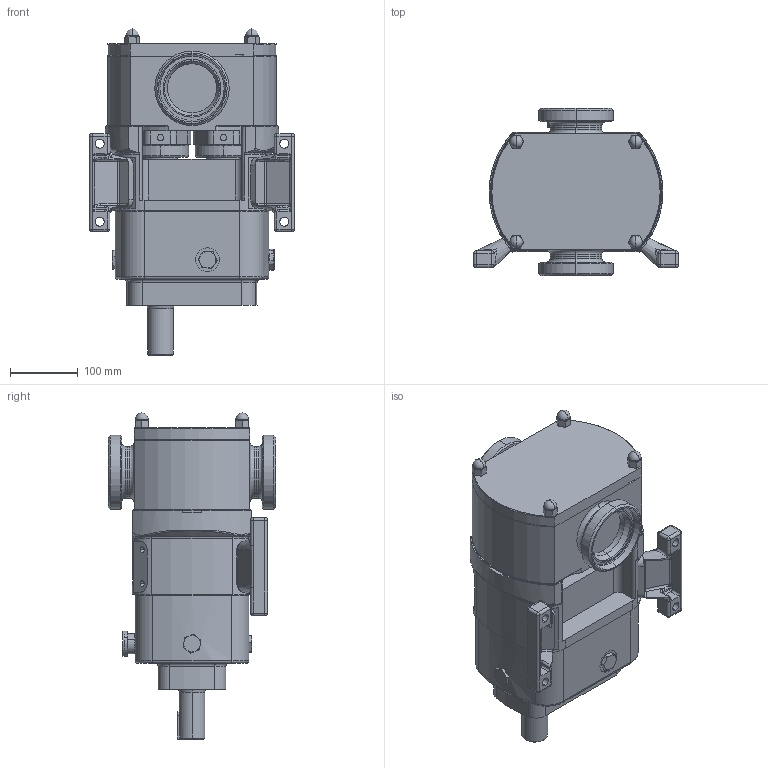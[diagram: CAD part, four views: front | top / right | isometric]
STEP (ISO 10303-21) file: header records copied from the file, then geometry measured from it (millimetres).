
FILE_DESCRIPTION (( 'STEP AP214' ), '1' );
FILE_NAME ('GA3607.STEP', '2024-11-07T16:08:46', ( '' ), ( '' ), 'SwSTEP 2.0', 'SolidWorks 2023', '' );
FILE_SCHEMA (( 'AUTOMOTIVE_DESIGN' ));
Length unit declared in the file: millimetre
Products named in the file (3): GA3607; Copy of CP30-0113-07 V L^GA3607; Copy of Z94-5031-55 - 3 INCH DIN11851^GA3607
Assembly tree (3 placements, depth 2):
  GA3607
    Copy of CP30-0113-07 V L^GA3607
    Copy of Z94-5031-55 - 3 INCH DIN11851^GA3607  x2
Bounding box: 302.15 x 247 x 480.83 mm (x, y, z)
Volume: 13026255.4 mm3; surface area: 579768.7 mm2
Topology: 3 solids, 3 shells, 718 faces, 1808 edges, 1089 vertices
Faces by surface type: plane 270, cylinder 248, torus 69, bspline 50, cone 41, sphere 40
Entity records: 25090 total; most frequent: CARTESIAN_POINT 8812, DIRECTION 3426, ORIENTED_EDGE 3416, EDGE_CURVE 1708, AXIS2_PLACEMENT_3D 1347, VERTEX_POINT 1053, EDGE_LOOP 743, LINE 732
